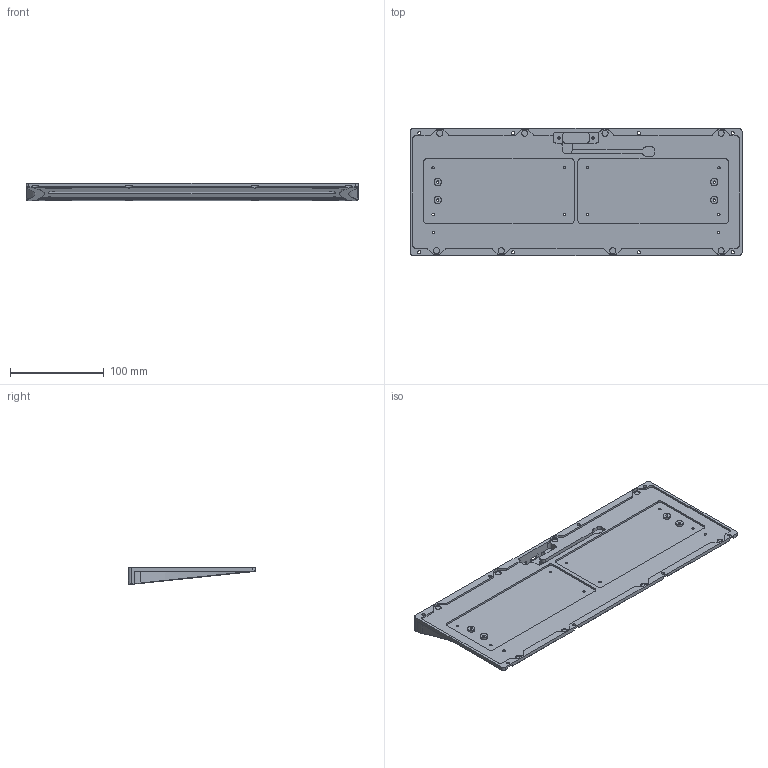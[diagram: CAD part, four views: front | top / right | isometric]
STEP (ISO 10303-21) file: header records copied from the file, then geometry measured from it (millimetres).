
FILE_DESCRIPTION(('HOOPS Exchange Step'),'2;1');
FILE_NAME('export-BC3F9618-545C-4CFE-8AB2-70343BFB8DE7.stp','2021-05-25T20:28:38+20:00',('xyz'),('Alibre'),'HOOPS Exchange 2021.0','Alibre','Unknown authorisation');
FILE_SCHEMA( ('AP242_MANAGED_MODEL_BASED_3D_ENGINEERING_MIM_LF {1 0 10303 442 1 1 4 }') );
Length unit declared in the file: millimetre
Products named in the file (1): bottom
Bounding box: 354.21 x 135.61 x 18.43 mm (x, y, z)
Volume: 300024.1 mm3; surface area: 118260.1 mm2
Topology: 1 solids, 1 shells, 331 faces, 921 edges, 626 vertices
Faces by surface type: plane 158, cylinder 155, bspline 10, cone 8
Full cylindrical faces by diameter (mm): 2.5 x18, 3.4 x8, 6.5 x8, 6.8 x4, 8 x4
Entity records: 11497 total; most frequent: CARTESIAN_POINT 2486, DIRECTION 1959, ORIENTED_EDGE 1842, EDGE_CURVE 921, AXIS2_PLACEMENT_3D 715, VERTEX_POINT 626, VECTOR 529, LINE 529
